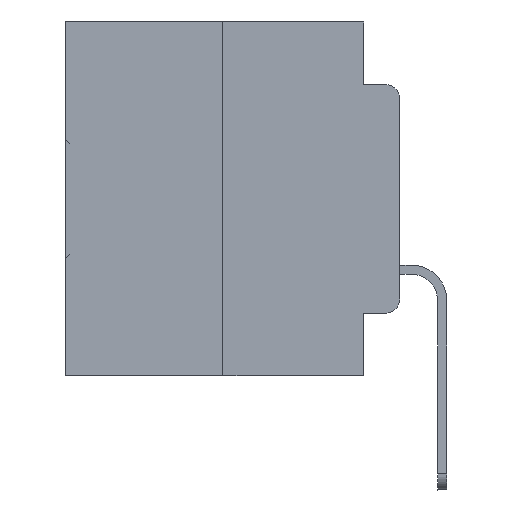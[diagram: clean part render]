
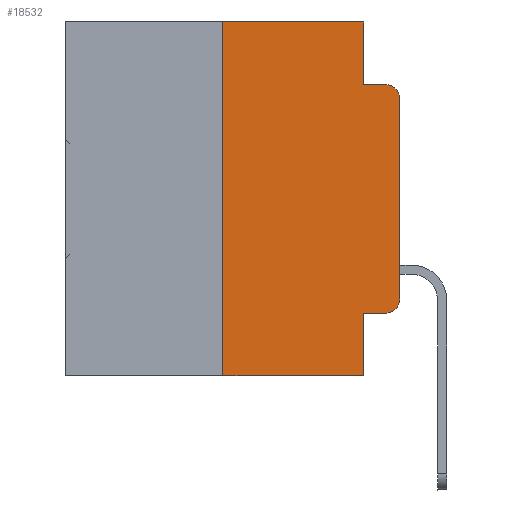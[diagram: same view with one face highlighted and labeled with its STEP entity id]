
A CAD part, left-side view. The second image highlights one B-rep face of the part: STEP entity #18532.
In plain terms, the highlighted planar face has unit normal (-1, 0, 0).
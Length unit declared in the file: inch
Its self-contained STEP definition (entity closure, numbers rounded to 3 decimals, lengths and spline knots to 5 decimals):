
#75 = EDGE_CURVE ( 'NONE', #19293, #271, #15986, .T. ) ;
#271 = VERTEX_POINT ( 'NONE', #28972 ) ;
#1095 = VECTOR ( 'NONE', #27157, 39.37008 ) ;
#1703 = DIRECTION ( 'NONE',  ( 0., 0., -1. ) ) ;
#1723 = ORIENTED_EDGE ( 'NONE', *, *, #4397, .F. ) ;
#2366 = LINE ( 'NONE', #24843, #1095 ) ;
#2434 = VERTEX_POINT ( 'NONE', #6668 ) ;
#3495 = CARTESIAN_POINT ( 'NONE',  ( 0., 0.051, 0. ) ) ;
#3820 = DIRECTION ( 'NONE',  ( 0., 0., -1. ) ) ;
#4161 = FACE_OUTER_BOUND ( 'NONE', #12598, .T. ) ;
#4367 = CARTESIAN_POINT ( 'NONE',  ( 0., 0.051, 0. ) ) ;
#4397 = EDGE_CURVE ( 'NONE', #2434, #29391, #25990, .T. ) ;
#4734 = VERTEX_POINT ( 'NONE', #20056 ) ;
#5773 = ORIENTED_EDGE ( 'NONE', *, *, #9511, .T. ) ;
#6050 = CARTESIAN_POINT ( 'NONE',  ( 0., 0.02, -0.4115 ) ) ;
#6257 = ORIENTED_EDGE ( 'NONE', *, *, #75, .F. ) ;
#6313 = CARTESIAN_POINT ( 'NONE',  ( 0., 0.051, -0.0885 ) ) ;
#6555 = VECTOR ( 'NONE', #31043, 39.37008 ) ;
#6599 = LINE ( 'NONE', #26811, #19368 ) ;
#6653 = ORIENTED_EDGE ( 'NONE', *, *, #11120, .T. ) ;
#6668 = CARTESIAN_POINT ( 'NONE',  ( 0., 0.051, -0.4115 ) ) ;
#7134 = EDGE_CURVE ( 'NONE', #2434, #26031, #30574, .T. ) ;
#7154 = CARTESIAN_POINT ( 'NONE',  ( 0., 0.25, -0.5 ) ) ;
#7588 = CARTESIAN_POINT ( 'NONE',  ( 0., 0.051, -0.4115 ) ) ;
#8166 = DIRECTION ( 'NONE',  ( 0., -1., 0. ) ) ;
#9312 = DIRECTION ( 'NONE',  ( 0., 0., -1. ) ) ;
#9511 = EDGE_CURVE ( 'NONE', #26031, #4734, #29017, .T. ) ;
#9711 = CIRCLE ( 'NONE', #18126, 0.02 ) ;
#11013 = CARTESIAN_POINT ( 'NONE',  ( 0., 0.25, 0. ) ) ;
#11120 = EDGE_CURVE ( 'NONE', #11386, #29391, #23132, .T. ) ;
#11386 = VERTEX_POINT ( 'NONE', #7154 ) ;
#12542 = ORIENTED_EDGE ( 'NONE', *, *, #17673, .T. ) ;
#12598 = EDGE_LOOP ( 'NONE', ( #32049, #12542, #27281, #6257, #14713, #25187, #6653, #1723, #27927, #5773 ) ) ;
#13969 = AXIS2_PLACEMENT_3D ( 'NONE', #18951, #16613, #1703 ) ;
#14713 = ORIENTED_EDGE ( 'NONE', *, *, #29769, .F. ) ;
#15640 = CARTESIAN_POINT ( 'NONE',  ( 0., 0., -0.1085 ) ) ;
#15723 = CARTESIAN_POINT ( 'NONE',  ( 0., 0.473, -0.5 ) ) ;
#15986 = LINE ( 'NONE', #23386, #23948 ) ;
#16049 = CARTESIAN_POINT ( 'NONE',  ( 0., 0.02, -0.3915 ) ) ;
#16225 = DIRECTION ( 'NONE',  ( 0., 0., -1. ) ) ;
#16613 = DIRECTION ( 'NONE',  ( 1., 0., 0. ) ) ;
#17064 = EDGE_CURVE ( 'NONE', #11386, #18985, #26599, .T. ) ;
#17673 = EDGE_CURVE ( 'NONE', #23116, #22758, #9711, .T. ) ;
#18126 = AXIS2_PLACEMENT_3D ( 'NONE', #19178, #31812, #9312 ) ;
#18532 = ADVANCED_FACE ( 'NONE', ( #4161 ), #29112, .F. ) ;
#18951 = CARTESIAN_POINT ( 'NONE',  ( 0., 0.473, 0. ) ) ;
#18985 = VERTEX_POINT ( 'NONE', #24936 ) ;
#19178 = CARTESIAN_POINT ( 'NONE',  ( 0., 0.02, -0.1085 ) ) ;
#19293 = VERTEX_POINT ( 'NONE', #4367 ) ;
#19368 = VECTOR ( 'NONE', #23834, 39.37008 ) ;
#20056 = CARTESIAN_POINT ( 'NONE',  ( 0., 0., -0.3915 ) ) ;
#20498 = VECTOR ( 'NONE', #26184, 39.37008 ) ;
#21654 = AXIS2_PLACEMENT_3D ( 'NONE', #16049, #26098, #16225 ) ;
#22089 = CARTESIAN_POINT ( 'NONE',  ( 0., 0.02, -0.0885 ) ) ;
#22758 = VERTEX_POINT ( 'NONE', #22089 ) ;
#23116 = VERTEX_POINT ( 'NONE', #15640 ) ;
#23132 = LINE ( 'NONE', #15723, #29343 ) ;
#23386 = CARTESIAN_POINT ( 'NONE',  ( 0., 0.051, 0. ) ) ;
#23540 = LINE ( 'NONE', #6313, #20498 ) ;
#23572 = VECTOR ( 'NONE', #3820, 39.37008 ) ;
#23834 = DIRECTION ( 'NONE',  ( 0., 0., 1. ) ) ;
#23948 = VECTOR ( 'NONE', #30951, 39.37008 ) ;
#24843 = CARTESIAN_POINT ( 'NONE',  ( 0., 0.473, 0. ) ) ;
#24936 = CARTESIAN_POINT ( 'NONE',  ( 0., 0.25, 0. ) ) ;
#25187 = ORIENTED_EDGE ( 'NONE', *, *, #17064, .F. ) ;
#25818 = DIRECTION ( 'NONE',  ( 0., -1., 0. ) ) ;
#25990 = LINE ( 'NONE', #3495, #23572 ) ;
#26031 = VERTEX_POINT ( 'NONE', #6050 ) ;
#26098 = DIRECTION ( 'NONE',  ( -1., 0., 0. ) ) ;
#26184 = DIRECTION ( 'NONE',  ( 0., -1., 0. ) ) ;
#26599 = LINE ( 'NONE', #11013, #6555 ) ;
#26811 = CARTESIAN_POINT ( 'NONE',  ( 0., 0., 0. ) ) ;
#27034 = EDGE_CURVE ( 'NONE', #4734, #23116, #6599, .T. ) ;
#27157 = DIRECTION ( 'NONE',  ( 0., -1., 0. ) ) ;
#27281 = ORIENTED_EDGE ( 'NONE', *, *, #29712, .F. ) ;
#27927 = ORIENTED_EDGE ( 'NONE', *, *, #7134, .T. ) ;
#28972 = CARTESIAN_POINT ( 'NONE',  ( 0., 0.051, -0.0885 ) ) ;
#29017 = CIRCLE ( 'NONE', #21654, 0.02 ) ;
#29112 = PLANE ( 'NONE',  #13969 ) ;
#29343 = VECTOR ( 'NONE', #8166, 39.37008 ) ;
#29391 = VERTEX_POINT ( 'NONE', #32277 ) ;
#29712 = EDGE_CURVE ( 'NONE', #271, #22758, #23540, .T. ) ;
#29769 = EDGE_CURVE ( 'NONE', #18985, #19293, #2366, .T. ) ;
#30574 = LINE ( 'NONE', #7588, #31114 ) ;
#30951 = DIRECTION ( 'NONE',  ( 0., 0., -1. ) ) ;
#31043 = DIRECTION ( 'NONE',  ( 0., 0., 1. ) ) ;
#31114 = VECTOR ( 'NONE', #25818, 39.37008 ) ;
#31812 = DIRECTION ( 'NONE',  ( -1., 0., 0. ) ) ;
#32049 = ORIENTED_EDGE ( 'NONE', *, *, #27034, .T. ) ;
#32277 = CARTESIAN_POINT ( 'NONE',  ( 0., 0.051, -0.5 ) ) ;
